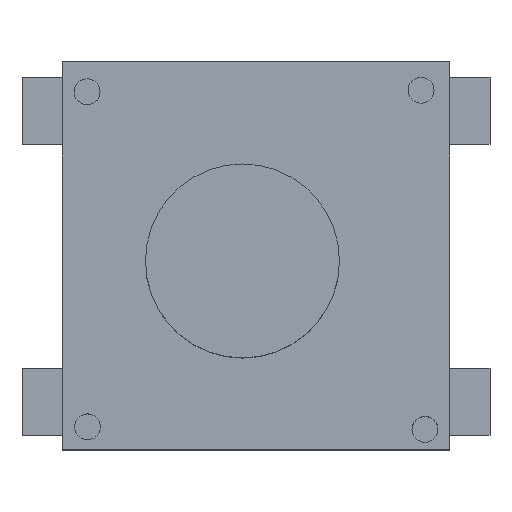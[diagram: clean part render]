
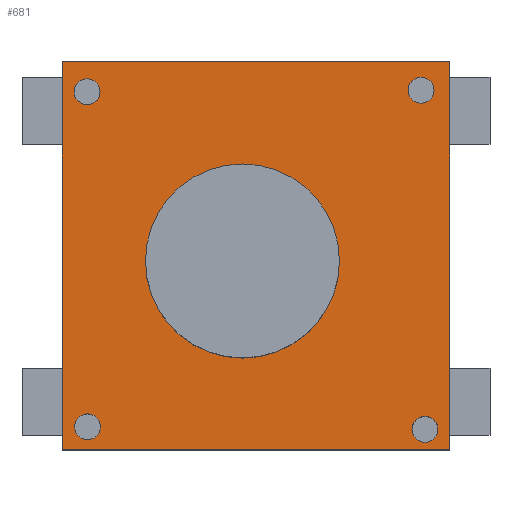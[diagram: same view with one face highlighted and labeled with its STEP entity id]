
A CAD part, top view. The second image highlights one B-rep face of the part: STEP entity #681.
In plain terms, the highlighted planar face has unit normal (0, 0, 1).
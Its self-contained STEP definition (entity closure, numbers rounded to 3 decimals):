
#40=FACE_BOUND('',#257,.T.);
#41=FACE_BOUND('',#258,.T.);
#42=FACE_BOUND('',#259,.T.);
#43=FACE_BOUND('',#260,.T.);
#44=FACE_BOUND('',#261,.T.);
#57=LINE('',#1077,#126);
#60=LINE('',#1083,#129);
#63=LINE('',#1089,#132);
#65=LINE('',#1092,#134);
#126=VECTOR('',#886,1.);
#129=VECTOR('',#891,1.);
#132=VECTOR('',#896,1.);
#134=VECTOR('',#900,1.);
#210=FACE_OUTER_BOUND('',#256,.T.);
#256=EDGE_LOOP('',(#518,#519,#520,#521));
#257=EDGE_LOOP('',(#522));
#258=EDGE_LOOP('',(#523));
#259=EDGE_LOOP('',(#524));
#260=EDGE_LOOP('',(#525));
#261=EDGE_LOOP('',(#526));
#287=CIRCLE('',#739,0.2);
#289=CIRCLE('',#743,0.2);
#299=CIRCLE('',#760,0.2);
#301=CIRCLE('',#764,0.2);
#303=CIRCLE('',#767,1.5);
#305=VERTEX_POINT('',#1013);
#307=VERTEX_POINT('',#1020);
#317=VERTEX_POINT('',#1052);
#319=VERTEX_POINT('',#1059);
#321=VERTEX_POINT('',#1065);
#323=VERTEX_POINT('',#1071);
#325=VERTEX_POINT('',#1075);
#327=VERTEX_POINT('',#1081);
#329=VERTEX_POINT('',#1087);
#363=EDGE_CURVE('',#305,#305,#287,.T.);
#366=EDGE_CURVE('',#307,#307,#289,.T.);
#381=EDGE_CURVE('',#317,#317,#299,.T.);
#384=EDGE_CURVE('',#319,#319,#301,.T.);
#388=EDGE_CURVE('',#321,#321,#303,.T.);
#392=EDGE_CURVE('',#323,#325,#57,.T.);
#395=EDGE_CURVE('',#325,#327,#60,.T.);
#398=EDGE_CURVE('',#327,#329,#63,.T.);
#400=EDGE_CURVE('',#329,#323,#65,.T.);
#518=ORIENTED_EDGE('',*,*,#392,.T.);
#519=ORIENTED_EDGE('',*,*,#395,.T.);
#520=ORIENTED_EDGE('',*,*,#398,.T.);
#521=ORIENTED_EDGE('',*,*,#400,.T.);
#522=ORIENTED_EDGE('',*,*,#363,.T.);
#523=ORIENTED_EDGE('',*,*,#366,.T.);
#524=ORIENTED_EDGE('',*,*,#381,.T.);
#525=ORIENTED_EDGE('',*,*,#384,.T.);
#526=ORIENTED_EDGE('',*,*,#388,.T.);
#636=PLANE('',#774);
#681=ADVANCED_FACE('',(#210,#40,#41,#42,#43,#44),#636,.T.);
#739=AXIS2_PLACEMENT_3D('',#1014,#812,#813);
#743=AXIS2_PLACEMENT_3D('',#1021,#821,#822);
#760=AXIS2_PLACEMENT_3D('',#1053,#860,#861);
#764=AXIS2_PLACEMENT_3D('',#1060,#869,#870);
#767=AXIS2_PLACEMENT_3D('',#1067,#877,#878);
#774=AXIS2_PLACEMENT_3D('',#1094,#903,#904);
#812=DIRECTION('center_axis',(0.,0.,-1.));
#813=DIRECTION('ref_axis',(1.,0.,0.));
#821=DIRECTION('center_axis',(0.,0.,-1.));
#822=DIRECTION('ref_axis',(1.,0.,0.));
#860=DIRECTION('center_axis',(0.,0.,-1.));
#861=DIRECTION('ref_axis',(1.,0.,0.));
#869=DIRECTION('center_axis',(0.,0.,-1.));
#870=DIRECTION('ref_axis',(1.,0.,0.));
#877=DIRECTION('center_axis',(0.,0.,-1.));
#878=DIRECTION('ref_axis',(1.,0.,0.));
#886=DIRECTION('',(1.,0.,0.));
#891=DIRECTION('',(0.,1.,0.));
#896=DIRECTION('',(-1.,0.,0.));
#900=DIRECTION('',(0.,-1.,0.));
#903=DIRECTION('center_axis',(0.,0.,1.));
#904=DIRECTION('ref_axis',(1.,0.,0.));
#1013=CARTESIAN_POINT('',(2.354,2.56,5.));
#1014=CARTESIAN_POINT('Origin',(2.554,2.56,5.));
#1020=CARTESIAN_POINT('',(-2.813,2.536,5.));
#1021=CARTESIAN_POINT('Origin',(-2.613,2.536,5.));
#1052=CARTESIAN_POINT('',(2.413,-2.685,5.));
#1053=CARTESIAN_POINT('Origin',(2.613,-2.685,5.));
#1059=CARTESIAN_POINT('',(-2.806,-2.647,5.));
#1060=CARTESIAN_POINT('Origin',(-2.606,-2.647,5.));
#1065=CARTESIAN_POINT('',(-1.71,-0.085,5.));
#1067=CARTESIAN_POINT('Origin',(-0.21,-0.085,
5.));
#1071=CARTESIAN_POINT('',(-3.,-3.,5.));
#1075=CARTESIAN_POINT('',(3.,-3.,5.));
#1077=CARTESIAN_POINT('',(-3.,-3.,5.));
#1081=CARTESIAN_POINT('',(3.,3.,5.));
#1083=CARTESIAN_POINT('',(3.,-3.,5.));
#1087=CARTESIAN_POINT('',(-3.,3.,5.));
#1089=CARTESIAN_POINT('',(3.,3.,5.));
#1092=CARTESIAN_POINT('',(-3.,3.,5.));
#1094=CARTESIAN_POINT('Origin',(0.,0.,5.));
